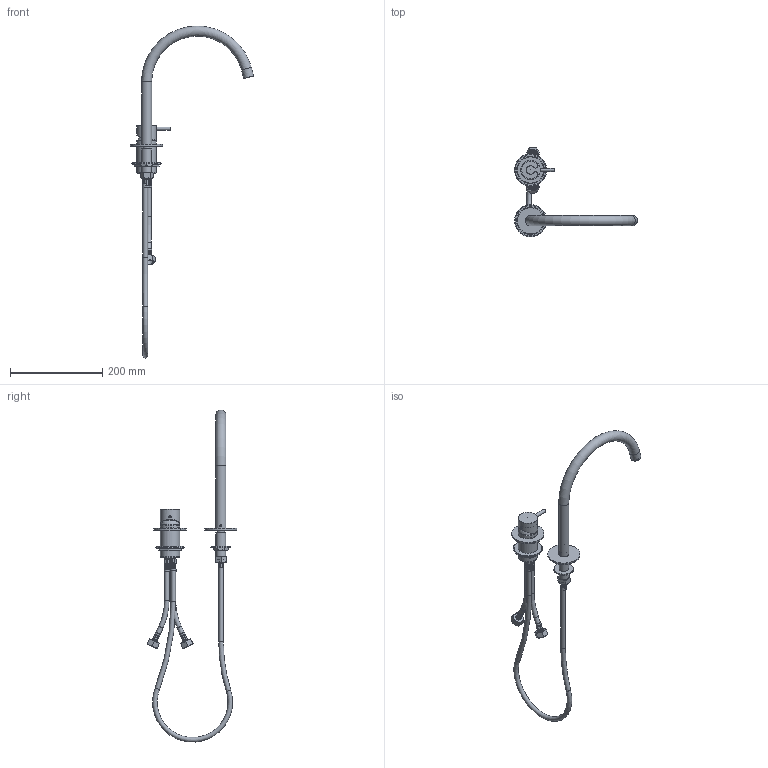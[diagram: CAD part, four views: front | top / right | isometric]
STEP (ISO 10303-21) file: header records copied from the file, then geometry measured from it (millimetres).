
FILE_DESCRIPTION(/* description */ ('Unknown'),/* implementation_level */ '2;1');
FILE_NAME(/* name */ 'CB023',/* time_stamp */ '2020-03-18T16:50:54+01:00',/* author */ ('Unknown'),/* organization */ ('Unknown'),/* preprocessor_version */ 'ST-DEVELOPER v16.7',/* originating_system */ 'DEX',/* authorisation */ $);
FILE_SCHEMA (('AUTOMOTIVE_DESIGN {1 0 10303 214 3 1 1}'));
Length unit declared in the file: millimetre
Products named in the file (52): CB023-00; BR005-001; BR005-001-1; BR005-001-2; BR005-001-3; BR005-001-4; BR005-001-5; BR005-001-6; CW023-03_oa_0; E001-002; 001s_13; 001s_14; 001s_15; CB003-09; CW023-02_oa_1; CB004-06; CW073-001; BR003-002-2 oring7.65x1.78.1; BR003-002-3 bussola_aggraffatura; BR003-002-4 treccia1; BR003-002-5 guarnizione_inserita; BR003-002-9 codolo_m10x1; BR003-002-6 bussola_aggraffatura1; BR003-002-7 codolo_cartella; calotta_1-2; CB004-10; CB040-001; CB004-11; CB040-01; CB004-08; CB003-003; CB003-07; CB003-08; grano bocca; CB031-05 rel1; CB004-002; CW023-001; CW023-08; CW023-07; CW023-06 ...
Assembly tree (65 placements, depth 3):
  CB023-00
    BR005-001
      BR005-001-1
      BR005-001-2
      BR005-001-3
      BR005-001-4
      BR005-001-5
      BR005-001-6
    CW023-03_oa_0
    E001-002
      001s_13
      001s_14
      001s_15
    CB003-09
    CW023-02_oa_1
    CB004-06
    CW073-001
      BR003-002-2 oring7.65x1.78.1
      BR003-002-3 bussola_aggraffatura
      BR003-002-4 treccia1
      BR003-002-5 guarnizione_inserita
      BR003-002-9 codolo_m10x1
      BR003-002-6 bussola_aggraffatura1
      BR003-002-7 codolo_cartella
      calotta_1-2
    CB004-10
    CB040-001
      CB004-11
      CB040-01
    CB004-08
    CB004-11  x2
    CB003-003
      CB003-07
      CB003-08
      grano bocca
    CB031-05 rel1  x2
    CB004-002
    CW023-001
      CW023-08
      CW023-07
      CW023-06
    AR073-007 CW073b
      treccia g1-2 ar073-CW073B
      bussola_aggraffatura.2.1
      guarnizione_inserita
      codolo_cartella.1
      calotta_1-2
      BR003-002-6 bussola_aggraffatura1
      BR003-002-9 codolo_m10x1
      BR003-002-2 oring7.65x1.78.1
    CB023-02
    CW073-002
      BR003-002-2 oring7.65x1.78.1
      BR003-002-3 bussola_aggraffatura
      BR003-002-4 treccia1
      BR003-002-5 guarnizione_inserita
      BR003-002-9 codolo_m10x1
      BR003-002-6 bussola_aggraffatura1
      BR003-002-7 codolo_cartella
      calotta_1-2
Bounding box: 266.82 x 194.93 x 719.51 mm (x, y, z)
Volume: 253936 mm3; surface area: 261231.4 mm2
Topology: 57 solids, 261 shells, 1785 faces, 3437 edges, 2252 vertices
Faces by surface type: plane 990, cylinder 514, cone 190, torus 80, bspline 9, sphere 2
Full cylindrical faces by diameter (mm): 0.75 x204, 1.65 x1, 2 x4, 3.3 x1, 4 x8, 4.2 x1, 4.8 x2, 5 x4, 5.2 x18, 6 x4, 6.5 x2, 7 x19, 7.2 x7, 8 x2, 8.2 x3, 8.5 x1, 8.917 x8, 9 x7, 9.5 x1, 9.56 x6, 10 x13, 10.5 x6, 10.7 x6, 11 x5, 11.5 x3, 11.501 x6, 11.85 x1, 13.4 x2, 13.7 x1, 13.8 x1
Entity records: 41416 total; most frequent: CARTESIAN_POINT 6846, DIRECTION 6028, ORIENTED_EDGE 3846, AXIS2_PLACEMENT_3D 2751, FACE_BOUND 2166, EDGE_LOOP 2157, EDGE_CURVE 1923, VERTEX_POINT 1567
